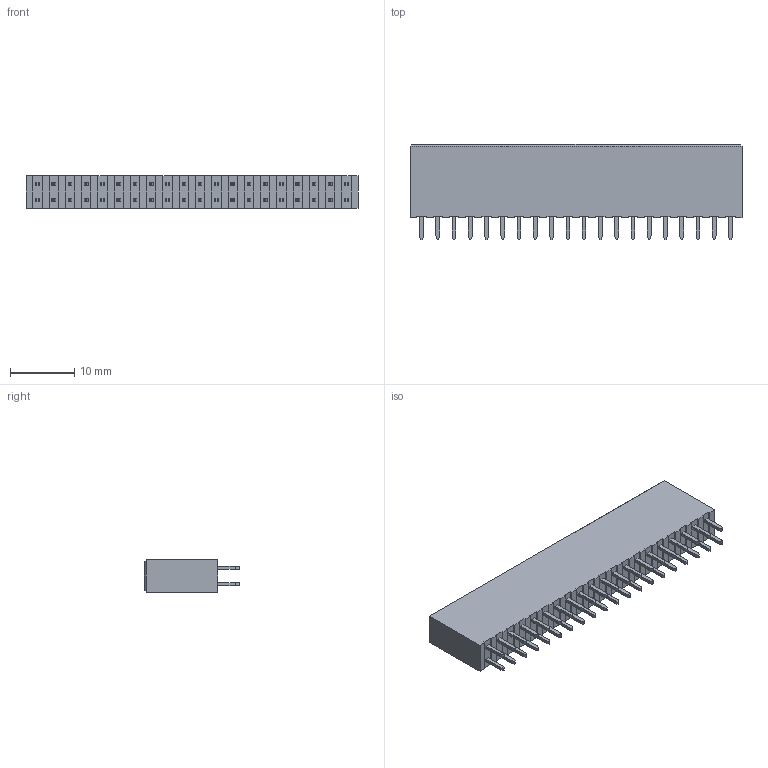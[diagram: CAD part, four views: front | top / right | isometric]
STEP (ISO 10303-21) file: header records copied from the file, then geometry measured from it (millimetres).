
FILE_DESCRIPTION (( 'STEP AP214' ), '1' );
FILE_NAME ('VarPol Federleiste 2 reihig 3,4mm_Vertriebsmodell.STEP', '2008-09-29T12:31:57', ( '' ), ( '' ), 'SwSTEP 2.0', 'SolidWorks 2007', '' );
FILE_SCHEMA (( 'AUTOMOTIVE_DESIGN' ));
Length unit declared in the file: millimetre
Products named in the file (1): VarPol Federleiste 2 reihig 3,4mm_Vertriebsmodell
Bounding box: 51.86 x 14.85 x 5 mm (x, y, z)
Volume: 2938.7 mm3; surface area: 2196.8 mm2
Topology: 1 solids, 1 shells, 792 faces, 2057 edges, 1370 vertices
Faces by surface type: plane 573, bspline 139, cylinder 80
Entity records: 31563 total; most frequent: CARTESIAN_POINT 12719, ORIENTED_EDGE 4114, DIRECTION 3247, EDGE_CURVE 2057, VECTOR 1619, LINE 1619, VERTEX_POINT 1370, EDGE_LOOP 895
